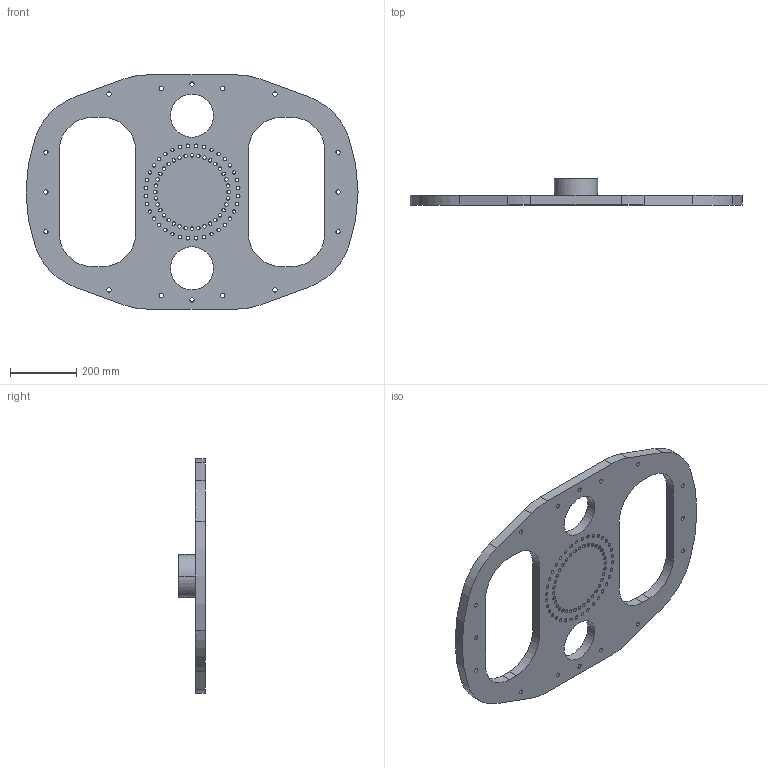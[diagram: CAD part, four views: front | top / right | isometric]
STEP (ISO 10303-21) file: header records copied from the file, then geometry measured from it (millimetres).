
FILE_DESCRIPTION((''),'2;1');
FILE_NAME('CEBI2','2021-11-22T',('fanyzh'),('babu'),'PRO/ENGINEER BY PARAMETRIC TECHNOLOGY CORPORATION, 2010280','PRO/ENGINEER BY PARAMETRIC TECHNOLOGY CORPORATION, 2010280','');
FILE_SCHEMA(('AP203_CONFIGURATION_CONTROLLED_3D_DESIGN_OF_MECHANICAL_PARTS_AND_ASSEMBLIES_MIM_LF'));
Length unit declared in the file: millimetre
Products named in the file (1): CEBI2
Bounding box: 1000 x 80 x 705 mm (x, y, z)
Volume: 11853458.6 mm3; surface area: 1058800.7 mm2
Topology: 1 solids, 1 shells, 277 faces, 774 edges, 516 vertices
Faces by surface type: cylinder 232, plane 45
Entity records: 13511 total; most frequent: DIRECTION 2048, CARTESIAN_POINT 1739, ORIENTED_EDGE 1548, PRESENTATION_STYLE_ASSIGNMENT 945, STYLED_ITEM 944, CURVE_STYLE 943, AXIS2_PLACEMENT_3D 827, EDGE_CURVE 774
